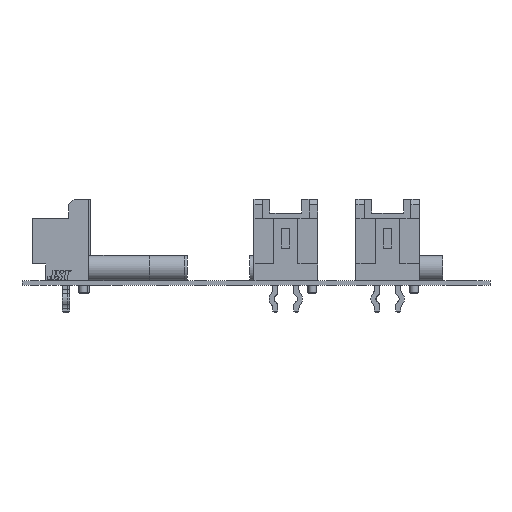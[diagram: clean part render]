
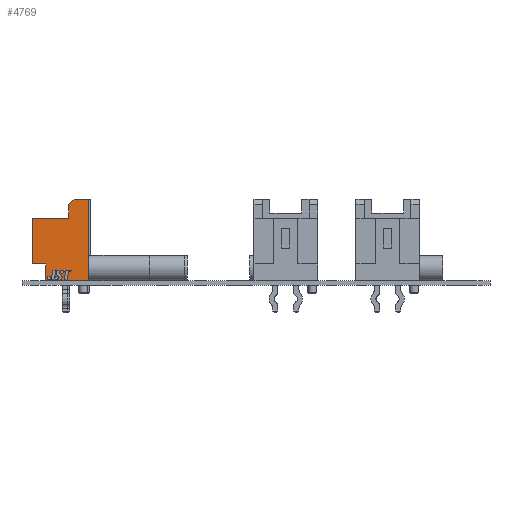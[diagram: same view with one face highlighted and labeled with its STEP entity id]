
A CAD part, front view. The second image highlights one B-rep face of the part: STEP entity #4769.
In plain terms, the highlighted face is planar.
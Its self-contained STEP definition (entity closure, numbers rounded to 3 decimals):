
#4240 = VERTEX_POINT('',#4241);
#4241 = CARTESIAN_POINT('',(3.,3.35,-0.35));
#4247 = EDGE_CURVE('',#4240,#4248,#4250,.T.);
#4248 = VERTEX_POINT('',#4249);
#4249 = CARTESIAN_POINT('',(3.,3.85,-0.85));
#4250 = LINE('',#4251,#4252);
#4251 = CARTESIAN_POINT('',(3.,0.813,2.188));
#4252 = VECTOR('',#4253,1.);
#4253 = DIRECTION('',(0.,0.707,-0.707));
#4279 = VERTEX_POINT('',#4280);
#4280 = CARTESIAN_POINT('',(3.,2.05,-0.35));
#4286 = EDGE_CURVE('',#4240,#4279,#4287,.T.);
#4287 = LINE('',#4288,#4289);
#4288 = CARTESIAN_POINT('',(3.,2.05,-0.35));
#4289 = VECTOR('',#4290,1.);
#4290 = DIRECTION('',(0.,-1.,0.));
#4523 = EDGE_CURVE('',#4524,#4526,#4528,.T.);
#4524 = VERTEX_POINT('',#4525);
#4525 = CARTESIAN_POINT('',(3.,-3.85,1.8));
#4526 = VERTEX_POINT('',#4527);
#4527 = CARTESIAN_POINT('',(3.,-3.85,-2.2));
#4528 = LINE('',#4529,#4530);
#4529 = CARTESIAN_POINT('',(3.,-3.85,3.1));
#4530 = VECTOR('',#4531,1.);
#4531 = DIRECTION('',(0.,0.,-1.));
#4769 = ADVANCED_FACE('',(#4770),#4819,.F.);
#4770 = FACE_BOUND('',#4771,.T.);
#4771 = EDGE_LOOP('',(#4772,#4773,#4774,#4782,#4790,#4798,#4804,#4805,
    #4813));
#4772 = ORIENTED_EDGE('',*,*,#4247,.F.);
#4773 = ORIENTED_EDGE('',*,*,#4286,.T.);
#4774 = ORIENTED_EDGE('',*,*,#4775,.T.);
#4775 = EDGE_CURVE('',#4279,#4776,#4778,.T.);
#4776 = VERTEX_POINT('',#4777);
#4777 = CARTESIAN_POINT('',(3.,2.05,3.1));
#4778 = LINE('',#4779,#4780);
#4779 = CARTESIAN_POINT('',(3.,2.05,3.1));
#4780 = VECTOR('',#4781,1.);
#4781 = DIRECTION('',(0.,0.,1.));
#4782 = ORIENTED_EDGE('',*,*,#4783,.F.);
#4783 = EDGE_CURVE('',#4784,#4776,#4786,.T.);
#4784 = VERTEX_POINT('',#4785);
#4785 = CARTESIAN_POINT('',(3.,-2.25,3.1));
#4786 = LINE('',#4787,#4788);
#4787 = CARTESIAN_POINT('',(3.,-3.85,3.1));
#4788 = VECTOR('',#4789,1.);
#4789 = DIRECTION('',(0.,1.,0.));
#4790 = ORIENTED_EDGE('',*,*,#4791,.T.);
#4791 = EDGE_CURVE('',#4784,#4792,#4794,.T.);
#4792 = VERTEX_POINT('',#4793);
#4793 = CARTESIAN_POINT('',(3.,-2.25,1.8));
#4794 = LINE('',#4795,#4796);
#4795 = CARTESIAN_POINT('',(3.,-2.25,3.1));
#4796 = VECTOR('',#4797,1.);
#4797 = DIRECTION('',(0.,0.,-1.));
#4798 = ORIENTED_EDGE('',*,*,#4799,.T.);
#4799 = EDGE_CURVE('',#4792,#4524,#4800,.T.);
#4800 = LINE('',#4801,#4802);
#4801 = CARTESIAN_POINT('',(3.,-2.25,1.8));
#4802 = VECTOR('',#4803,1.);
#4803 = DIRECTION('',(0.,-1.,0.));
#4804 = ORIENTED_EDGE('',*,*,#4523,.T.);
#4805 = ORIENTED_EDGE('',*,*,#4806,.T.);
#4806 = EDGE_CURVE('',#4526,#4807,#4809,.T.);
#4807 = VERTEX_POINT('',#4808);
#4808 = CARTESIAN_POINT('',(3.,3.85,-2.2));
#4809 = LINE('',#4810,#4811);
#4810 = CARTESIAN_POINT('',(3.,-3.85,-2.2));
#4811 = VECTOR('',#4812,1.);
#4812 = DIRECTION('',(0.,1.,0.));
#4813 = ORIENTED_EDGE('',*,*,#4814,.F.);
#4814 = EDGE_CURVE('',#4248,#4807,#4815,.T.);
#4815 = LINE('',#4816,#4817);
#4816 = CARTESIAN_POINT('',(3.,3.85,3.1));
#4817 = VECTOR('',#4818,1.);
#4818 = DIRECTION('',(0.,0.,-1.));
#4819 = PLANE('',#4820);
#4820 = AXIS2_PLACEMENT_3D('',#4821,#4822,#4823);
#4821 = CARTESIAN_POINT('',(3.,-3.85,3.1));
#4822 = DIRECTION('',(-1.,0.,0.));
#4823 = DIRECTION('',(0.,0.,1.));
